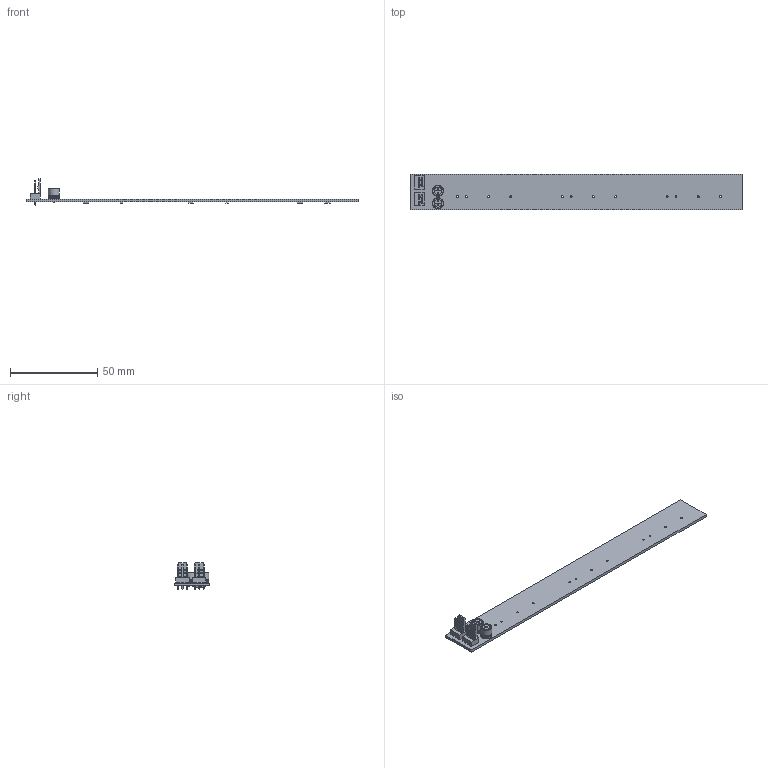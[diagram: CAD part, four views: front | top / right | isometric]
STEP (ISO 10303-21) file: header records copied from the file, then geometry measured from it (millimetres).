
FILE_DESCRIPTION(('FreeCAD Model'),'2;1');
FILE_NAME('current_meas1.step','2018-05-12T18:53:54',('kicad StepUp'),( 'ksu MCAD'),'Open CASCADE STEP processor 7.2','FreeCAD','Unknown');
FILE_SCHEMA(('AUTOMOTIVE_DESIGN { 1 0 10303 214 1 1 1 1 }'));
Length unit declared in the file: millimetre
Products named in the file (16): current_meas; Board_Geoms; Pcb; Step_Models; Top; CP_Radial_D63mm_P250mm_; Molex_KK-6410-03_03x2.54mm_Straight_; Molex_KK-6410-03_03x2.54mm_Straight_001; CP_Radial_D63mm_P250mm_001; Bot; C_1206_; C_1206_001; C_1206_002; C_1206_003; C_1206_004; C_1206_005
Assembly tree (15 placements, depth 4):
  current_meas
    Board_Geoms
      Pcb
    Step_Models
      Top
        CP_Radial_D63mm_P250mm_
        Molex_KK-6410-03_03x2.54mm_Straight_
        Molex_KK-6410-03_03x2.54mm_Straight_001
        CP_Radial_D63mm_P250mm_001
      Bot
        C_1206_
        C_1206_001
        C_1206_002
        C_1206_003
        C_1206_004
        C_1206_005
Bounding box: 189.99 x 20.57 x 15.26 mm (x, y, z)
Volume: 6985.7 mm3; surface area: 9924.1 mm2
Topology: 11 solids, 13 shells, 478 faces, 1198 edges, 776 vertices
Faces by surface type: plane 328, cylinder 130, revolution 8, bspline 8, torus 4
Full cylindrical faces by diameter (mm): 0.5 x4, 0.8 x4, 1 x12, 1.2 x6
Entity records: 18742 total; most frequent: CARTESIAN_POINT 3568, DIRECTION 2440, ORIENTED_EDGE 2396, EDGE_CURVE 1198, LINE 872, VECTOR 872, AXIS2_PLACEMENT_3D 780, VERTEX_POINT 776
